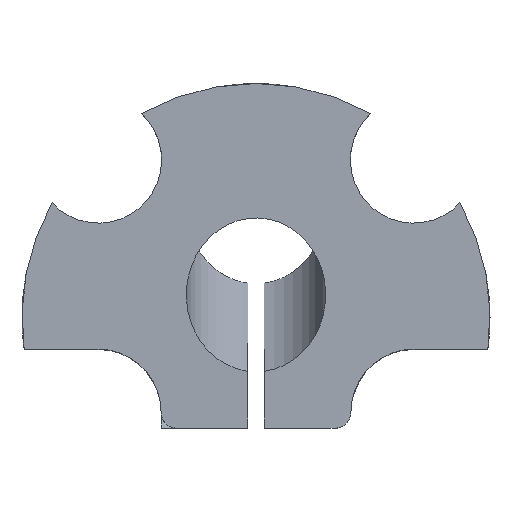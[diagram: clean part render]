
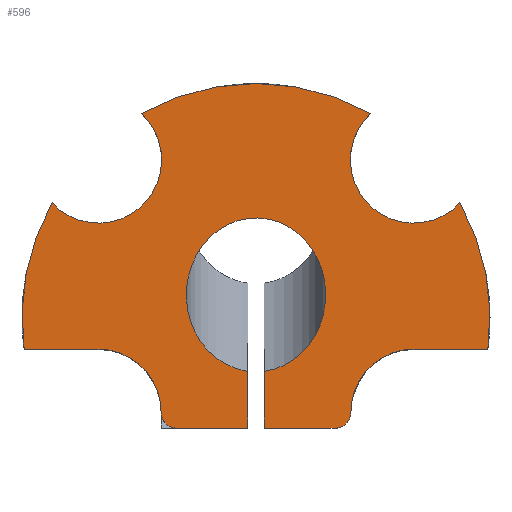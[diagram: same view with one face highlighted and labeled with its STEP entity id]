
A CAD part, top view. The second image highlights one B-rep face of the part: STEP entity #596.
In plain terms, the highlighted planar face has unit normal (0, 0, 1).
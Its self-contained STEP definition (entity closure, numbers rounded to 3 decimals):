
#26=ELLIPSE('',#654,15.447,14.);
#28=PLANE('',#645);
#60=FACE_OUTER_BOUND('',#94,.T.);
#94=EDGE_LOOP('',(#407,#408,#409,#410,#411,#412,#413,#414,#415,#416,#417,
#418,#419,#420,#421,#422));
#133=CIRCLE('',#643,47.);
#135=CIRCLE('',#646,3.175);
#136=CIRCLE('',#647,12.7);
#137=CIRCLE('',#648,47.);
#138=CIRCLE('',#649,12.7);
#139=CIRCLE('',#650,47.);
#140=CIRCLE('',#651,12.7);
#141=CIRCLE('',#652,12.7);
#142=CIRCLE('',#653,3.175);
#164=LINE('',#932,#209);
#165=LINE('',#938,#210);
#166=LINE('',#947,#211);
#167=LINE('',#953,#212);
#168=LINE('',#955,#213);
#169=LINE('',#958,#214);
#209=VECTOR('',#718,14.224);
#210=VECTOR('',#723,12.565);
#211=VECTOR('',#732,12.565);
#212=VECTOR('',#737,14.224);
#213=VECTOR('',#738,11.433);
#214=VECTOR('',#741,11.433);
#252=VERTEX_POINT('',#883);
#254=VERTEX_POINT('',#886);
#258=VERTEX_POINT('',#930);
#259=VERTEX_POINT('',#931);
#260=VERTEX_POINT('',#933);
#261=VERTEX_POINT('',#935);
#262=VERTEX_POINT('',#937);
#263=VERTEX_POINT('',#939);
#264=VERTEX_POINT('',#941);
#265=VERTEX_POINT('',#943);
#266=VERTEX_POINT('',#946);
#267=VERTEX_POINT('',#948);
#268=VERTEX_POINT('',#950);
#269=VERTEX_POINT('',#952);
#270=VERTEX_POINT('',#954);
#271=VERTEX_POINT('',#956);
#313=EDGE_CURVE('',#254,#252,#133,.F.);
#318=EDGE_CURVE('',#258,#259,#164,.T.);
#319=EDGE_CURVE('',#258,#260,#135,.T.);
#320=EDGE_CURVE('',#261,#260,#136,.T.);
#321=EDGE_CURVE('',#262,#261,#165,.T.);
#322=EDGE_CURVE('',#262,#263,#137,.F.);
#323=EDGE_CURVE('',#264,#263,#138,.T.);
#324=EDGE_CURVE('',#264,#265,#139,.F.);
#325=EDGE_CURVE('',#254,#265,#140,.T.);
#326=EDGE_CURVE('',#252,#266,#166,.T.);
#327=EDGE_CURVE('',#266,#267,#141,.T.);
#328=EDGE_CURVE('',#267,#268,#142,.T.);
#329=EDGE_CURVE('',#269,#268,#167,.T.);
#330=EDGE_CURVE('',#270,#269,#168,.T.);
#331=EDGE_CURVE('',#271,#270,#26,.T.);
#332=EDGE_CURVE('',#259,#271,#169,.T.);
#407=ORIENTED_EDGE('',*,*,#318,.F.);
#408=ORIENTED_EDGE('',*,*,#319,.T.);
#409=ORIENTED_EDGE('',*,*,#320,.F.);
#410=ORIENTED_EDGE('',*,*,#321,.F.);
#411=ORIENTED_EDGE('',*,*,#322,.T.);
#412=ORIENTED_EDGE('',*,*,#323,.F.);
#413=ORIENTED_EDGE('',*,*,#324,.T.);
#414=ORIENTED_EDGE('',*,*,#325,.F.);
#415=ORIENTED_EDGE('',*,*,#313,.T.);
#416=ORIENTED_EDGE('',*,*,#326,.T.);
#417=ORIENTED_EDGE('',*,*,#327,.T.);
#418=ORIENTED_EDGE('',*,*,#328,.T.);
#419=ORIENTED_EDGE('',*,*,#329,.F.);
#420=ORIENTED_EDGE('',*,*,#330,.F.);
#421=ORIENTED_EDGE('',*,*,#331,.F.);
#422=ORIENTED_EDGE('',*,*,#332,.F.);
#596=ADVANCED_FACE('',(#60),#28,.T.);
#643=AXIS2_PLACEMENT_3D('',#887,#711,#712);
#645=AXIS2_PLACEMENT_3D('',#929,#716,#717);
#646=AXIS2_PLACEMENT_3D('',#934,#719,#720);
#647=AXIS2_PLACEMENT_3D('',#936,#721,#722);
#648=AXIS2_PLACEMENT_3D('',#940,#724,#725);
#649=AXIS2_PLACEMENT_3D('',#942,#726,#727);
#650=AXIS2_PLACEMENT_3D('',#944,#728,#729);
#651=AXIS2_PLACEMENT_3D('',#945,#730,#731);
#652=AXIS2_PLACEMENT_3D('',#949,#733,#734);
#653=AXIS2_PLACEMENT_3D('',#951,#735,#736);
#654=AXIS2_PLACEMENT_3D('',#957,#739,#740);
#711=DIRECTION('center_axis',(0.,0.,-1.));
#712=DIRECTION('ref_axis',(-1.,0.,0.));
#716=DIRECTION('center_axis',(0.,0.,1.));
#717=DIRECTION('ref_axis',(1.,0.,0.));
#718=DIRECTION('',(-1.,0.,0.));
#719=DIRECTION('center_axis',(0.,0.,1.));
#720=DIRECTION('ref_axis',(1.,0.,0.));
#721=DIRECTION('center_axis',(0.,0.,1.));
#722=DIRECTION('ref_axis',(1.,0.,0.));
#723=DIRECTION('',(-1.,0.,0.));
#724=DIRECTION('center_axis',(0.,0.,-1.));
#725=DIRECTION('ref_axis',(-1.,0.,0.));
#726=DIRECTION('center_axis',(0.,0.,1.));
#727=DIRECTION('ref_axis',(1.,0.,0.));
#728=DIRECTION('center_axis',(0.,0.,-1.));
#729=DIRECTION('ref_axis',(-1.,0.,0.));
#730=DIRECTION('center_axis',(0.,0.,1.));
#731=DIRECTION('ref_axis',(1.,0.,0.));
#732=DIRECTION('',(1.,0.,0.));
#733=DIRECTION('center_axis',(0.,0.,-1.));
#734=DIRECTION('ref_axis',(-1.,0.,0.));
#735=DIRECTION('center_axis',(0.,0.,1.));
#736=DIRECTION('ref_axis',(1.,0.,0.));
#737=DIRECTION('',(-1.,0.,0.));
#738=DIRECTION('',(0.,-1.,0.));
#739=DIRECTION('center_axis',(0.,0.,1.));
#740=DIRECTION('ref_axis',(0.,1.,0.));
#741=DIRECTION('',(0.,1.,0.));
#883=CARTESIAN_POINT('',(-46.569,-6.35,38.1));
#886=CARTESIAN_POINT('',(-40.973,23.026,38.1));
#887=CARTESIAN_POINT('Origin',(0.,0.,38.1));
#929=CARTESIAN_POINT('Origin',(0.,0.,38.1));
#930=CARTESIAN_POINT('',(15.875,-22.225,38.1));
#931=CARTESIAN_POINT('',(1.651,-22.225,38.1));
#932=CARTESIAN_POINT('',(15.875,-22.225,38.1));
#933=CARTESIAN_POINT('',(19.05,-19.05,38.1));
#934=CARTESIAN_POINT('Origin',(15.875,-19.05,38.1));
#935=CARTESIAN_POINT('',(31.75,-6.35,38.1));
#936=CARTESIAN_POINT('Origin',(31.75,-19.05,38.1));
#937=CARTESIAN_POINT('',(46.569,-6.35,38.1));
#938=CARTESIAN_POINT('',(44.315,-6.35,38.1));
#939=CARTESIAN_POINT('',(40.973,23.026,38.1));
#940=CARTESIAN_POINT('Origin',(0.,0.,38.1));
#941=CARTESIAN_POINT('',(23.026,40.973,38.1));
#942=CARTESIAN_POINT('Origin',(31.655,31.655,38.1));
#943=CARTESIAN_POINT('',(-23.026,40.973,38.1));
#944=CARTESIAN_POINT('Origin',(0.,0.,38.1));
#945=CARTESIAN_POINT('Origin',(-31.655,31.655,38.1));
#946=CARTESIAN_POINT('',(-31.75,-6.35,38.1));
#947=CARTESIAN_POINT('',(-44.315,-6.35,38.1));
#948=CARTESIAN_POINT('',(-19.05,-19.05,38.1));
#949=CARTESIAN_POINT('Origin',(-31.75,-19.05,38.1));
#950=CARTESIAN_POINT('',(-15.875,-22.225,38.1));
#951=CARTESIAN_POINT('Origin',(-15.875,-19.05,38.1));
#952=CARTESIAN_POINT('',(-1.651,-22.225,38.1));
#953=CARTESIAN_POINT('',(-1.651,-22.225,38.1));
#954=CARTESIAN_POINT('',(-1.651,-10.792,38.1));
#955=CARTESIAN_POINT('',(-1.651,-10.792,38.1));
#956=CARTESIAN_POINT('',(1.651,-10.792,38.1));
#957=CARTESIAN_POINT('Origin',(0.,4.547,38.1));
#958=CARTESIAN_POINT('',(1.651,-22.225,38.1));
